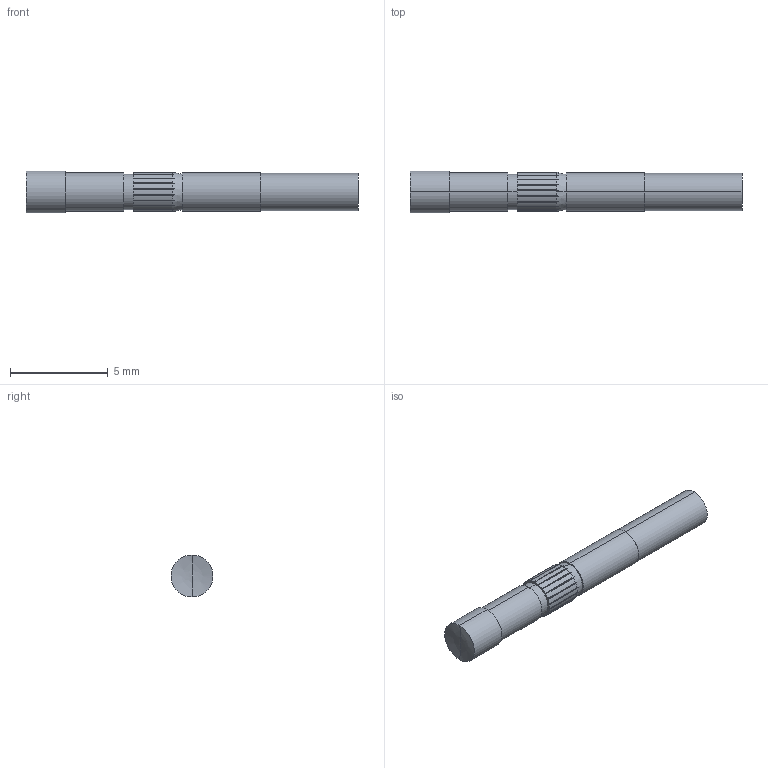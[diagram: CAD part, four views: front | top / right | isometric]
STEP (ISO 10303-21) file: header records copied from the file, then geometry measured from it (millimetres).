
FILE_DESCRIPTION (( 'STEP AP214' ), '1' );
FILE_NAME ('IF-PI-17.0-2.15_2017_09_05.STEP', '2017-09-05T07:54:46', ( '' ), ( '' ), 'SwSTEP 2.0', 'SolidWorks 2017', '' );
FILE_SCHEMA (( 'AUTOMOTIVE_DESIGN' ));
Length unit declared in the file: millimetre
Products named in the file (1): IF-PI-17.0-2.15_2017_09_05
Bounding box: 17 x 2.15 x 2.15 mm (x, y, z)
Volume: 49.2 mm3; surface area: 124.6 mm2
Topology: 1 solids, 1 shells, 90 faces, 245 edges, 159 vertices
Faces by surface type: plane 48, cylinder 34, cone 6, bspline 2
Entity records: 2908 total; most frequent: CARTESIAN_POINT 643, ORIENTED_EDGE 482, DIRECTION 448, EDGE_CURVE 241, AXIS2_PLACEMENT_3D 162, VERTEX_POINT 159, VECTOR 124, LINE 124
